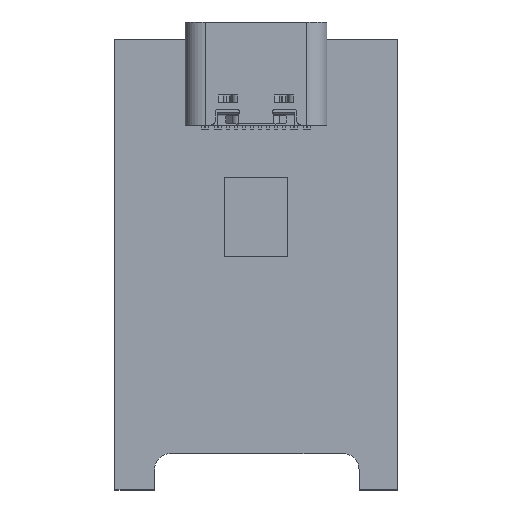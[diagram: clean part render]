
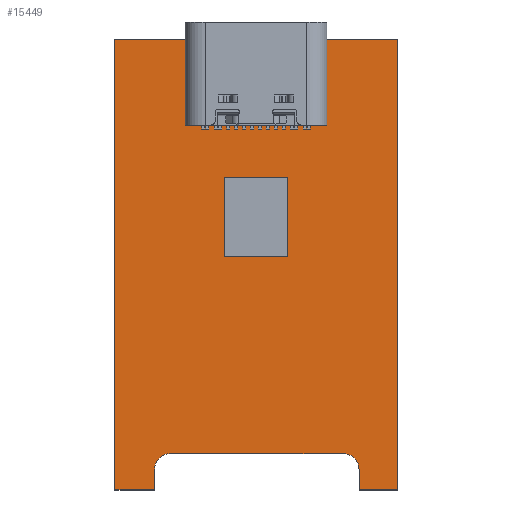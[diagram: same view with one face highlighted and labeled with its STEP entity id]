
A CAD part, top view. The second image highlights one B-rep face of the part: STEP entity #15449.
In plain terms, the highlighted planar face has unit normal (0, 0, 1).
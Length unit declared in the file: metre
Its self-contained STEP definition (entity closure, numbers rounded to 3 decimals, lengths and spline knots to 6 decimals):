
#588=PLANE('',#16583);
#2257=CIRCLE('',#16584,0.001);
#2258=CIRCLE('',#16585,0.001);
#3777=LINE('',#24742,#5403);
#3778=LINE('',#24745,#5404);
#3779=LINE('',#24747,#5405);
#3780=LINE('',#24749,#5406);
#3781=LINE('',#24751,#5407);
#3782=LINE('',#24753,#5408);
#3783=LINE('',#24755,#5409);
#3784=LINE('',#24759,#5410);
#3785=LINE('',#24762,#5411);
#3786=LINE('',#24765,#5412);
#3787=LINE('',#24767,#5413);
#3788=LINE('',#24769,#5414);
#5403=VECTOR('',#20307,1.);
#5404=VECTOR('',#20308,1.);
#5405=VECTOR('',#20309,1.);
#5406=VECTOR('',#20310,1.);
#5407=VECTOR('',#20311,1.);
#5408=VECTOR('',#20312,1.);
#5409=VECTOR('',#20313,1.);
#5410=VECTOR('',#20316,1.);
#5411=VECTOR('',#20319,1.);
#5412=VECTOR('',#20320,1.);
#5413=VECTOR('',#20321,1.);
#5414=VECTOR('',#20322,1.);
#9437=ORIENTED_EDGE('',*,*,#11627,.F.);
#9438=ORIENTED_EDGE('',*,*,#11628,.T.);
#9439=ORIENTED_EDGE('',*,*,#11629,.T.);
#9440=ORIENTED_EDGE('',*,*,#11630,.F.);
#9441=ORIENTED_EDGE('',*,*,#11631,.F.);
#9442=ORIENTED_EDGE('',*,*,#11632,.T.);
#9443=ORIENTED_EDGE('',*,*,#11633,.T.);
#9444=ORIENTED_EDGE('',*,*,#11634,.F.);
#9445=ORIENTED_EDGE('',*,*,#11635,.T.);
#9446=ORIENTED_EDGE('',*,*,#11636,.F.);
#9447=ORIENTED_EDGE('',*,*,#11637,.F.);
#9448=ORIENTED_EDGE('',*,*,#11638,.T.);
#9449=ORIENTED_EDGE('',*,*,#11639,.T.);
#9450=ORIENTED_EDGE('',*,*,#11640,.F.);
#11627=EDGE_CURVE('',#13017,#13018,#3777,.T.);
#11628=EDGE_CURVE('',#13017,#13019,#3778,.T.);
#11629=EDGE_CURVE('',#13019,#13020,#3779,.T.);
#11630=EDGE_CURVE('',#13021,#13020,#3780,.T.);
#11631=EDGE_CURVE('',#13022,#13021,#3781,.T.);
#11632=EDGE_CURVE('',#13022,#13023,#3782,.T.);
#11633=EDGE_CURVE('',#13023,#13024,#3783,.T.);
#11634=EDGE_CURVE('',#13025,#13024,#2257,.T.);
#11635=EDGE_CURVE('',#13025,#13026,#3784,.T.);
#11636=EDGE_CURVE('',#13018,#13026,#2258,.T.);
#11637=EDGE_CURVE('',#13027,#13028,#3785,.T.);
#11638=EDGE_CURVE('',#13027,#13029,#3786,.T.);
#11639=EDGE_CURVE('',#13029,#13030,#3787,.T.);
#11640=EDGE_CURVE('',#13028,#13030,#3788,.T.);
#13017=VERTEX_POINT('',#24743);
#13018=VERTEX_POINT('',#24744);
#13019=VERTEX_POINT('',#24746);
#13020=VERTEX_POINT('',#24748);
#13021=VERTEX_POINT('',#24750);
#13022=VERTEX_POINT('',#24752);
#13023=VERTEX_POINT('',#24754);
#13024=VERTEX_POINT('',#24756);
#13025=VERTEX_POINT('',#24758);
#13026=VERTEX_POINT('',#24760);
#13027=VERTEX_POINT('',#24763);
#13028=VERTEX_POINT('',#24764);
#13029=VERTEX_POINT('',#24766);
#13030=VERTEX_POINT('',#24768);
#13824=EDGE_LOOP('',(#9437,#9438,#9439,#9440,#9441,#9442,#9443,#9444,#9445,
#9446));
#13825=EDGE_LOOP('',(#9447,#9448,#9449,#9450));
#14552=FACE_BOUND('',#13824,.T.);
#14553=FACE_BOUND('',#13825,.T.);
#15449=ADVANCED_FACE('',(#14552,#14553),#588,.T.);
#16583=AXIS2_PLACEMENT_3D('',#24741,#20305,#20306);
#16584=AXIS2_PLACEMENT_3D('',#24757,#20314,#20315);
#16585=AXIS2_PLACEMENT_3D('',#24761,#20317,#20318);
#20305=DIRECTION('',(0.,0.,1.));
#20306=DIRECTION('',(1.,0.,0.));
#20307=DIRECTION('',(0.,1.,0.));
#20308=DIRECTION('',(1.,0.,0.));
#20309=DIRECTION('',(0.,1.,0.));
#20310=DIRECTION('',(1.,0.,0.));
#20311=DIRECTION('',(0.,1.,0.));
#20312=DIRECTION('',(1.,0.,0.));
#20313=DIRECTION('',(0.,1.,0.));
#20314=DIRECTION('',(0.,0.,1.));
#20315=DIRECTION('',(1.,0.,0.));
#20316=DIRECTION('',(1.,0.,0.));
#20317=DIRECTION('',(0.,0.,1.));
#20318=DIRECTION('',(1.,0.,0.));
#20319=DIRECTION('',(-1.,0.,0.));
#20320=DIRECTION('',(0.,-1.,0.));
#20321=DIRECTION('',(-1.,0.,0.));
#20322=DIRECTION('',(0.,-1.,0.));
#24741=CARTESIAN_POINT('',(0.,0.,0.0016));
#24742=CARTESIAN_POINT('',(0.0065,-0.01355,0.0016));
#24743=CARTESIAN_POINT('',(0.0065,-0.0142,0.0016));
#24744=CARTESIAN_POINT('',(0.0065,-0.0129,0.0016));
#24745=CARTESIAN_POINT('',(0.,-0.0142,0.0016));
#24746=CARTESIAN_POINT('',(0.0089,-0.0142,0.0016));
#24747=CARTESIAN_POINT('',(0.0089,0.,0.0016));
#24748=CARTESIAN_POINT('',(0.0089,0.0142,0.0016));
#24749=CARTESIAN_POINT('',(0.,0.0142,0.0016));
#24750=CARTESIAN_POINT('',(-0.0089,0.0142,0.0016));
#24751=CARTESIAN_POINT('',(-0.0089,0.,0.0016));
#24752=CARTESIAN_POINT('',(-0.0089,-0.0142,0.0016));
#24753=CARTESIAN_POINT('',(0.,-0.0142,0.0016));
#24754=CARTESIAN_POINT('',(-0.0064,-0.0142,0.0016));
#24755=CARTESIAN_POINT('',(-0.0064,-0.01355,0.0016));
#24756=CARTESIAN_POINT('',(-0.0064,-0.0129,0.0016));
#24757=CARTESIAN_POINT('',(-0.0054,-0.0129,0.0016));
#24758=CARTESIAN_POINT('',(-0.0054,-0.0119,0.0016));
#24759=CARTESIAN_POINT('',(0.00005,-0.0119,0.0016));
#24760=CARTESIAN_POINT('',(0.0055,-0.0119,0.0016));
#24761=CARTESIAN_POINT('',(0.0055,-0.0129,0.0016));
#24762=CARTESIAN_POINT('',(0.,0.0055,0.0016));
#24763=CARTESIAN_POINT('',(0.002,0.0055,0.0016));
#24764=CARTESIAN_POINT('',(-0.002,0.0055,0.0016));
#24765=CARTESIAN_POINT('',(0.002,0.003,0.0016));
#24766=CARTESIAN_POINT('',(0.002,0.0005,0.0016));
#24767=CARTESIAN_POINT('',(0.,0.0005,0.0016));
#24768=CARTESIAN_POINT('',(-0.002,0.0005,0.0016));
#24769=CARTESIAN_POINT('',(-0.002,0.003,0.0016));
